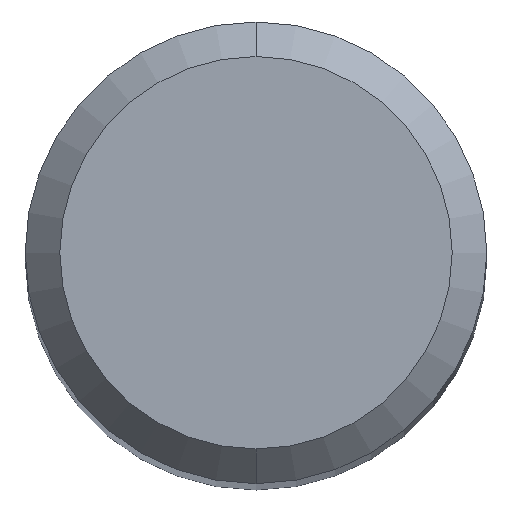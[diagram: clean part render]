
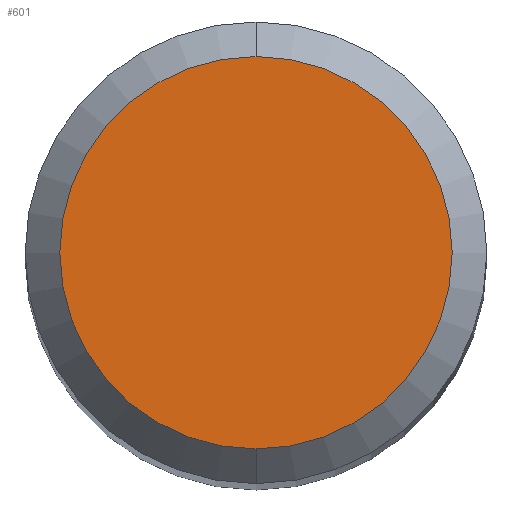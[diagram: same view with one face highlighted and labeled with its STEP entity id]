
A CAD part, top view. The second image highlights one B-rep face of the part: STEP entity #601.
In plain terms, the highlighted planar face has unit normal (0, 0, 1).
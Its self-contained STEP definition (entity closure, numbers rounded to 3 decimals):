
#445=VERTEX_POINT('',#1273);
#565=VERTEX_POINT('',#1404);
#601=ADVANCED_FACE('',(#1443),#1444,.T.);
#703=EDGE_CURVE('',#445,#565,#1554,.T.);
#739=EDGE_CURVE('',#565,#445,#1591,.T.);
#1273=CARTESIAN_POINT('',(0.,-1.7,0.0));
#1404=CARTESIAN_POINT('',(0.0,1.7,0.0));
#1443=FACE_OUTER_BOUND('',#3383,.T.);
#1444=PLANE('',#3384);
#1554=CIRCLE('',#3805,1.7);
#1591=CIRCLE('',#3884,1.7);
#3383=EDGE_LOOP('',(#6296,#6297));
#3384=AXIS2_PLACEMENT_3D('',#6298,#6299,#6300);
#3805=AXIS2_PLACEMENT_3D('',#6395,#6396,#6397);
#3884=AXIS2_PLACEMENT_3D('',#6426,#6427,#6428);
#6296=ORIENTED_EDGE('',*,*,#739,.F.);
#6297=ORIENTED_EDGE('',*,*,#703,.F.);
#6298=CARTESIAN_POINT('',(0.0,0.85,0.0));
#6299=DIRECTION('',(-0.0,0.0,1.0));
#6300=DIRECTION('',(0.0,-1.0,0.0));
#6395=CARTESIAN_POINT('',(0.0,0.0,0.0));
#6396=DIRECTION('',(0.0,0.0,-1.0));
#6397=DIRECTION('',(0.0,1.0,0.0));
#6426=CARTESIAN_POINT('',(0.0,0.0,0.0));
#6427=DIRECTION('',(0.0,0.0,-1.0));
#6428=DIRECTION('',(0.0,1.0,0.0));
